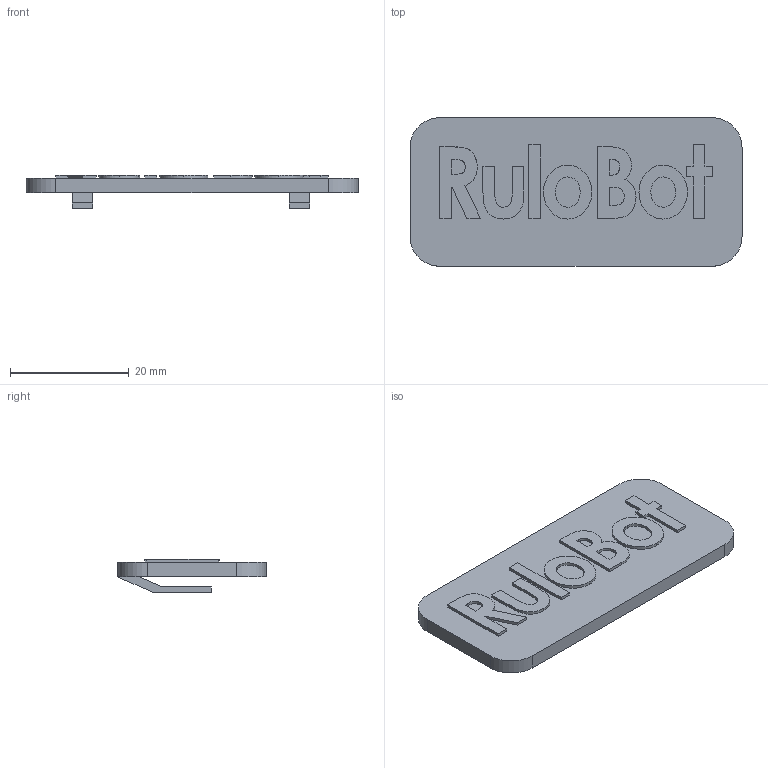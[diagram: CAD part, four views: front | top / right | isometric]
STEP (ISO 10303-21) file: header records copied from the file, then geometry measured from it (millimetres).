
FILE_DESCRIPTION (( 'STEP AP214' ), '1' );
FILE_NAME ('Label_Plate.STEP', '2025-11-10T19:48:53', ( '' ), ( '' ), 'SwSTEP 2.0', 'SolidWorks 2025', '' );
FILE_SCHEMA (( 'AUTOMOTIVE_DESIGN' ));
Length unit declared in the file: millimetre
Products named in the file (1): Label_Plate
Bounding box: 55.88 x 25 x 5.7 mm (x, y, z)
Volume: 3699.9 mm3; surface area: 3531.4 mm2
Topology: 1 solids, 1 shells, 116 faces, 302 edges, 200 vertices
Faces by surface type: plane 74, bspline 38, cylinder 4
Entity records: 5693 total; most frequent: CARTESIAN_POINT 3073, ORIENTED_EDGE 604, DIRECTION 392, EDGE_CURVE 302, VECTOR 218, LINE 218, VERTEX_POINT 200, EDGE_LOOP 128
